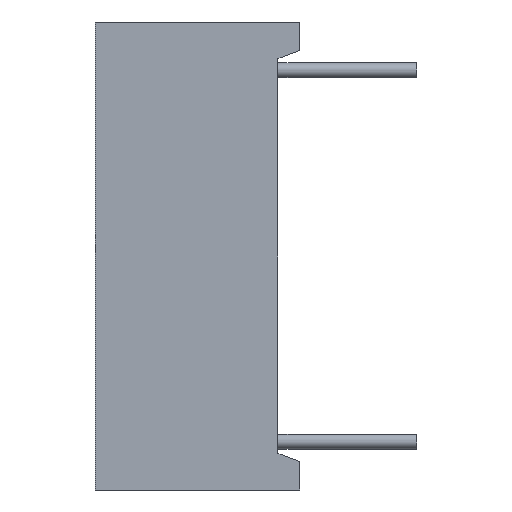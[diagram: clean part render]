
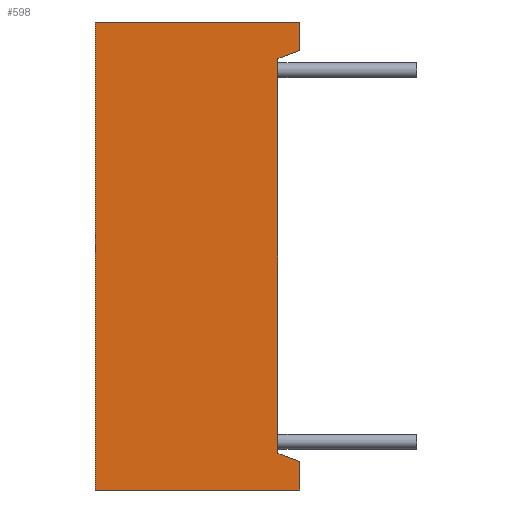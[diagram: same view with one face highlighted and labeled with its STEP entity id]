
A CAD part, left-side view. The second image highlights one B-rep face of the part: STEP entity #598.
In plain terms, the highlighted planar face has unit normal (-1, 0, 0).
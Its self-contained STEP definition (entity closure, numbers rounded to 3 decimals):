
#302 = VERTEX_POINT ( 'NONE', #6094 ) ;
#308 = EDGE_CURVE ( 'NONE', #23786, #302, #6088, .T. ) ;
#415 = VERTEX_POINT ( 'NONE', #6288 ) ;
#476 = EDGE_CURVE ( 'NONE', #415, #477, #6383, .T. ) ;
#477 = VERTEX_POINT ( 'NONE', #6379 ) ;
#584 = ORIENTED_EDGE ( 'NONE', *, *, #585, .F. ) ;
#585 = EDGE_CURVE ( 'NONE', #618, #415, #6556, .T. ) ;
#598 = ADVANCED_FACE ( 'NONE', ( #6589 ), #6639, .T. ) ;
#599 = EDGE_LOOP ( 'NONE', ( #656, #657, #658, #659, #661, #662, #664, #584 ) ) ;
#607 = VERTEX_POINT ( 'NONE', #6621 ) ;
#609 = EDGE_CURVE ( 'NONE', #19954, #607, #6619, .T. ) ;
#617 = EDGE_CURVE ( 'NONE', #618, #302, #6645, .T. ) ;
#618 = VERTEX_POINT ( 'NONE', #6641 ) ;
#656 = ORIENTED_EDGE ( 'NONE', *, *, #617, .T. ) ;
#657 = ORIENTED_EDGE ( 'NONE', *, *, #308, .F. ) ;
#658 = ORIENTED_EDGE ( 'NONE', *, *, #23789, .F. ) ;
#659 = ORIENTED_EDGE ( 'NONE', *, *, #660, .F. ) ;
#660 = EDGE_CURVE ( 'NONE', #19954, #23788, #6725, .T. ) ;
#661 = ORIENTED_EDGE ( 'NONE', *, *, #609, .T. ) ;
#662 = ORIENTED_EDGE ( 'NONE', *, *, #663, .T. ) ;
#663 = EDGE_CURVE ( 'NONE', #607, #477, #6721, .T. ) ;
#664 = ORIENTED_EDGE ( 'NONE', *, *, #476, .F. ) ;
#6085 = DIRECTION ( 'NONE',  ( 0., -0.94, -0.342 ) ) ;
#6086 = VECTOR ( 'NONE', #6085, 1000. ) ;
#6087 = CARTESIAN_POINT ( 'NONE',  ( -10.1, -6.064, -6.682 ) ) ;
#6088 = LINE ( 'NONE', #6087, #6086 ) ;
#6094 = CARTESIAN_POINT ( 'NONE',  ( -10.1, -7., -7.023 ) ) ;
#6288 = CARTESIAN_POINT ( 'NONE',  ( -10.1, 0., -8. ) ) ;
#6379 = CARTESIAN_POINT ( 'NONE',  ( -10.1, 0., 8. ) ) ;
#6380 = DIRECTION ( 'NONE',  ( 0., 0., 1. ) ) ;
#6381 = VECTOR ( 'NONE', #6380, 1000. ) ;
#6382 = CARTESIAN_POINT ( 'NONE',  ( -10.1, 0., 0. ) ) ;
#6383 = LINE ( 'NONE', #6382, #6381 ) ;
#6553 = DIRECTION ( 'NONE',  ( 0., 1., 0. ) ) ;
#6554 = VECTOR ( 'NONE', #6553, 1000. ) ;
#6555 = CARTESIAN_POINT ( 'NONE',  ( -10.1, -7., -8. ) ) ;
#6556 = LINE ( 'NONE', #6555, #6554 ) ;
#6589 = FACE_OUTER_BOUND ( 'NONE', #599, .T. ) ;
#6616 = DIRECTION ( 'NONE',  ( 0., 0., 1. ) ) ;
#6617 = VECTOR ( 'NONE', #6616, 1000. ) ;
#6618 = CARTESIAN_POINT ( 'NONE',  ( -10.1, -7., 0. ) ) ;
#6619 = LINE ( 'NONE', #6618, #6617 ) ;
#6621 = CARTESIAN_POINT ( 'NONE',  ( -10.1, -7., 8. ) ) ;
#6634 = DIRECTION ( 'NONE',  ( 0., 0., 1. ) ) ;
#6635 = DIRECTION ( 'NONE',  ( -1., 0., 0. ) ) ;
#6636 = CARTESIAN_POINT ( 'NONE',  ( -10.1, -7., 0. ) ) ;
#6637 = AXIS2_PLACEMENT_3D ( 'NONE', #6636, #6635, #6634 ) ;
#6639 = PLANE ( 'NONE',  #6637 ) ;
#6641 = CARTESIAN_POINT ( 'NONE',  ( -10.1, -7., -8. ) ) ;
#6642 = DIRECTION ( 'NONE',  ( 0., 0., 1. ) ) ;
#6643 = VECTOR ( 'NONE', #6642, 1000. ) ;
#6644 = CARTESIAN_POINT ( 'NONE',  ( -10.1, -7., 0. ) ) ;
#6645 = LINE ( 'NONE', #6644, #6643 ) ;
#6718 = DIRECTION ( 'NONE',  ( 0., 1., 0. ) ) ;
#6719 = VECTOR ( 'NONE', #6718, 1000. ) ;
#6720 = CARTESIAN_POINT ( 'NONE',  ( -10.1, -7., 8. ) ) ;
#6721 = LINE ( 'NONE', #6720, #6719 ) ;
#6722 = DIRECTION ( 'NONE',  ( 0., 0.94, -0.342 ) ) ;
#6723 = VECTOR ( 'NONE', #6722, 1000. ) ;
#6724 = CARTESIAN_POINT ( 'NONE',  ( -10.1, 2.759, 3.471 ) ) ;
#6725 = LINE ( 'NONE', #6724, #6723 ) ;
#19954 = VERTEX_POINT ( 'NONE', #23481 ) ;
#23481 = CARTESIAN_POINT ( 'NONE',  ( -10.1, -7., 7.023 ) ) ;
#23616 = DIRECTION ( 'NONE',  ( 0., 0., -1. ) ) ;
#23617 = VECTOR ( 'NONE', #23616, 1000. ) ;
#23618 = CARTESIAN_POINT ( 'NONE',  ( -10.1, -6.25, -13.725 ) ) ;
#23619 = LINE ( 'NONE', #23618, #23617 ) ;
#23620 = CARTESIAN_POINT ( 'NONE',  ( -10.1, -6.25, 6.75 ) ) ;
#23621 = CARTESIAN_POINT ( 'NONE',  ( -10.1, -6.25, -6.75 ) ) ;
#23786 = VERTEX_POINT ( 'NONE', #23621 ) ;
#23788 = VERTEX_POINT ( 'NONE', #23620 ) ;
#23789 = EDGE_CURVE ( 'NONE', #23788, #23786, #23619, .T. ) ;
